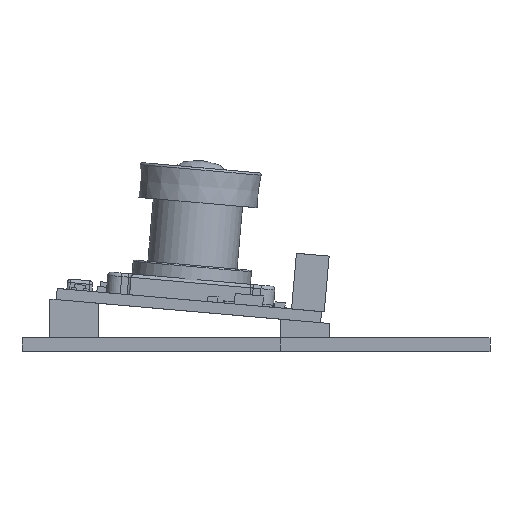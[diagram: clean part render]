
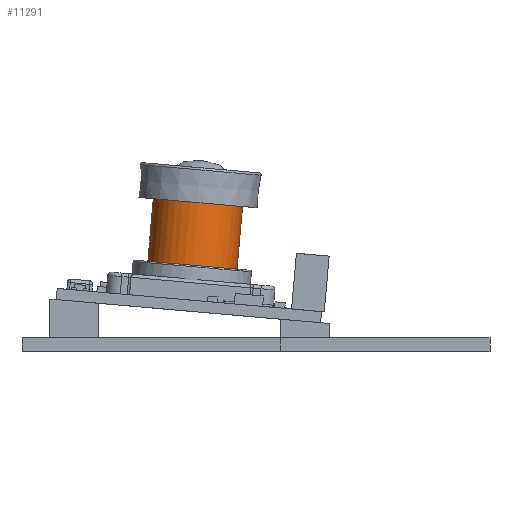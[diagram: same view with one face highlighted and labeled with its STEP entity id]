
A CAD part, left-side view. The second image highlights one B-rep face of the part: STEP entity #11291.
In plain terms, the highlighted cylindrical face has radius 6.414 mm (diameter 12.827 mm), a full revolution.
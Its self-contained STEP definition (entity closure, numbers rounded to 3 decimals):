
#1596=FACE_OUTER_BOUND('',#2316,.T.);
#2316=EDGE_LOOP('',(#10339,#10340,#10341,#10342));
#3396=LINE('',#19782,#4520);
#4520=VECTOR('',#14498,6.414);
#4831=CIRCLE('',#12057,6.414);
#4832=CIRCLE('',#12058,6.414);
#5793=VERTEX_POINT('',#19779);
#5794=VERTEX_POINT('',#19781);
#7324=EDGE_CURVE('',#5793,#5793,#4831,.T.);
#7325=EDGE_CURVE('',#5793,#5794,#3396,.T.);
#7326=EDGE_CURVE('',#5794,#5794,#4832,.T.);
#10339=ORIENTED_EDGE('',*,*,#7324,.F.);
#10340=ORIENTED_EDGE('',*,*,#7325,.T.);
#10341=ORIENTED_EDGE('',*,*,#7326,.T.);
#10342=ORIENTED_EDGE('',*,*,#7325,.F.);
#10707=CYLINDRICAL_SURFACE('',#12056,6.414);
#11291=ADVANCED_FACE('',(#1596),#10707,.T.);
#12056=AXIS2_PLACEMENT_3D('',#19778,#14494,#14495);
#12057=AXIS2_PLACEMENT_3D('',#19780,#14496,#14497);
#12058=AXIS2_PLACEMENT_3D('',#19783,#14499,#14500);
#14494=DIRECTION('center_axis',(0.,0.,1.));
#14495=DIRECTION('ref_axis',(1.,0.,0.));
#14496=DIRECTION('center_axis',(0.,0.,1.));
#14497=DIRECTION('ref_axis',(1.,0.,0.));
#14498=DIRECTION('',(0.,0.,-1.));
#14499=DIRECTION('center_axis',(0.,0.,1.));
#14500=DIRECTION('ref_axis',(1.,0.,0.));
#19778=CARTESIAN_POINT('Origin',(24.,24.,0.));
#19779=CARTESIAN_POINT('',(17.586,24.,18.));
#19780=CARTESIAN_POINT('Origin',(24.,24.,18.));
#19781=CARTESIAN_POINT('',(17.586,24.,0.));
#19782=CARTESIAN_POINT('',(17.586,24.,0.));
#19783=CARTESIAN_POINT('Origin',(24.,24.,0.));
